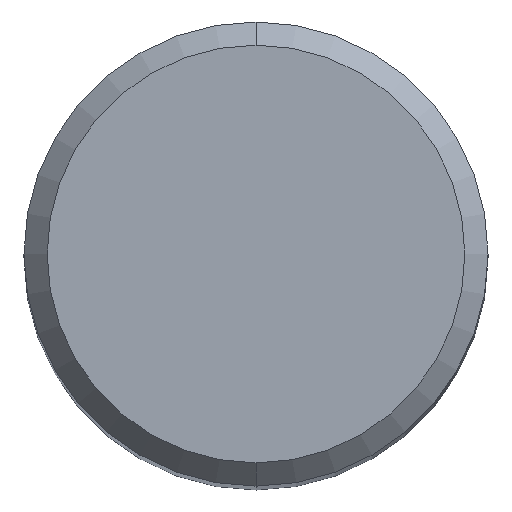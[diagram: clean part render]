
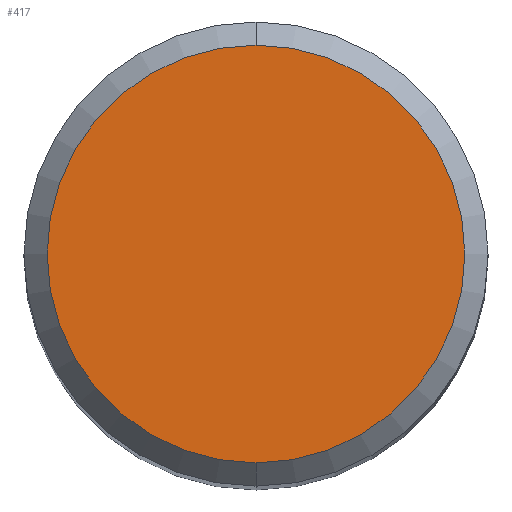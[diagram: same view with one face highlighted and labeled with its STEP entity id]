
A CAD part, top view. The second image highlights one B-rep face of the part: STEP entity #417.
In plain terms, the highlighted planar face has unit normal (0, 0, 1).
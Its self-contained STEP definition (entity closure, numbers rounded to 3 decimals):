
#203=VERTEX_POINT('',#519);
#219=VERTEX_POINT('',#535);
#267=EDGE_CURVE('',#219,#203,#585,.T.);
#397=EDGE_CURVE('',#203,#219,#733,.T.);
#417=ADVANCED_FACE('',(#755),#756,.T.);
#519=CARTESIAN_POINT('',(0.,-4.5,0.0));
#535=CARTESIAN_POINT('',(0.0,4.5,0.0));
#585=CIRCLE('',#1066,4.5);
#733=CIRCLE('',#1359,4.5);
#755=FACE_OUTER_BOUND('',#1401,.T.);
#756=PLANE('',#1402);
#1066=AXIS2_PLACEMENT_3D('',#1572,#1573,#1574);
#1359=AXIS2_PLACEMENT_3D('',#1748,#1749,#1750);
#1401=EDGE_LOOP('',(#1774,#1775));
#1402=AXIS2_PLACEMENT_3D('',#1776,#1777,#1778);
#1572=CARTESIAN_POINT('',(0.0,0.0,0.0));
#1573=DIRECTION('',(0.0,0.0,-1.0));
#1574=DIRECTION('',(0.0,1.0,0.0));
#1748=CARTESIAN_POINT('',(0.0,0.0,0.0));
#1749=DIRECTION('',(0.0,0.0,-1.0));
#1750=DIRECTION('',(0.0,1.0,0.0));
#1774=ORIENTED_EDGE('',*,*,#267,.F.);
#1775=ORIENTED_EDGE('',*,*,#397,.F.);
#1776=CARTESIAN_POINT('',(0.0,2.25,0.0));
#1777=DIRECTION('',(-0.0,0.0,1.0));
#1778=DIRECTION('',(0.0,-1.0,0.0));
